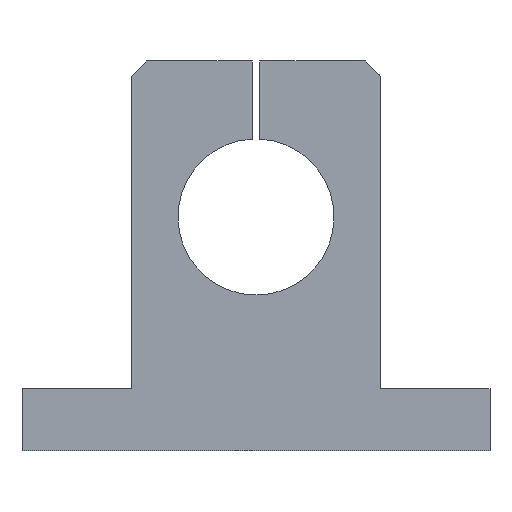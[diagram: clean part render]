
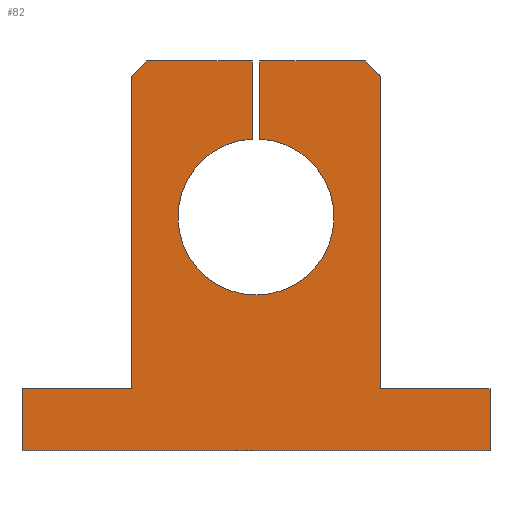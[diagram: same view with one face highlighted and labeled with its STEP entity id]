
A CAD part, front view. The second image highlights one B-rep face of the part: STEP entity #82.
In plain terms, the highlighted planar face has unit normal (0, -1, 0).
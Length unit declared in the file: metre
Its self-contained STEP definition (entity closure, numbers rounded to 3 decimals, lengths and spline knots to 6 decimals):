
#82 = ADVANCED_FACE( '', ( #180 ), #181, .F. );
#180 = FACE_OUTER_BOUND( '', #288, .T. );
#181 = PLANE( '', #289 );
#288 = EDGE_LOOP( '', ( #463, #464, #465, #466, #467, #468, #469, #470, #471, #472, #473, #474, #475, #476 ) );
#289 = AXIS2_PLACEMENT_3D( '', #477, #478, #479 );
#463 = ORIENTED_EDGE( '', *, *, #657, .F. );
#464 = ORIENTED_EDGE( '', *, *, #669, .T. );
#465 = ORIENTED_EDGE( '', *, *, #670, .F. );
#466 = ORIENTED_EDGE( '', *, *, #648, .T. );
#467 = ORIENTED_EDGE( '', *, *, #671, .T. );
#468 = ORIENTED_EDGE( '', *, *, #672, .T. );
#469 = ORIENTED_EDGE( '', *, *, #673, .F. );
#470 = ORIENTED_EDGE( '', *, *, #674, .T. );
#471 = ORIENTED_EDGE( '', *, *, #675, .F. );
#472 = ORIENTED_EDGE( '', *, *, #605, .F. );
#473 = ORIENTED_EDGE( '', *, *, #621, .F. );
#474 = ORIENTED_EDGE( '', *, *, #642, .F. );
#475 = ORIENTED_EDGE( '', *, *, #676, .F. );
#476 = ORIENTED_EDGE( '', *, *, #677, .F. );
#477 = CARTESIAN_POINT( '', ( -0.03, -0.01, 0. ) );
#478 = DIRECTION( '', ( 0., 1., 0. ) );
#479 = DIRECTION( '', ( 0., 0., 1. ) );
#605 = EDGE_CURVE( '', #707, #709, #710, .T. );
#621 = EDGE_CURVE( '', #735, #707, #737, .T. );
#642 = EDGE_CURVE( '', #772, #735, #774, .T. );
#648 = EDGE_CURVE( '', #783, #781, #784, .T. );
#657 = EDGE_CURVE( '', #794, #796, #797, .T. );
#669 = EDGE_CURVE( '', #794, #813, #814, .F. );
#670 = EDGE_CURVE( '', #783, #813, #815, .T. );
#671 = EDGE_CURVE( '', #781, #816, #817, .T. );
#672 = EDGE_CURVE( '', #816, #818, #819, .T. );
#673 = EDGE_CURVE( '', #820, #818, #821, .T. );
#674 = EDGE_CURVE( '', #820, #822, #823, .F. );
#675 = EDGE_CURVE( '', #709, #822, #824, .T. );
#676 = EDGE_CURVE( '', #825, #772, #826, .T. );
#677 = EDGE_CURVE( '', #796, #825, #827, .T. );
#707 = VERTEX_POINT( '', #859 );
#709 = VERTEX_POINT( '', #862 );
#710 = LINE( '', #863, #864 );
#735 = VERTEX_POINT( '', #897 );
#737 = LINE( '', #900, #901 );
#772 = VERTEX_POINT( '', #947 );
#774 = LINE( '', #950, #951 );
#781 = VERTEX_POINT( '', #958 );
#783 = VERTEX_POINT( '', #961 );
#784 = LINE( '', #962, #963 );
#794 = VERTEX_POINT( '', #978 );
#796 = VERTEX_POINT( '', #981 );
#797 = LINE( '', #982, #983 );
#813 = VERTEX_POINT( '', #1005 );
#814 = LINE( '', #1006, #1007 );
#815 = LINE( '', #1008, #1009 );
#816 = VERTEX_POINT( '', #1010 );
#817 = CIRCLE( '', #1011, 0.01 );
#818 = VERTEX_POINT( '', #1012 );
#819 = LINE( '', #1013, #1014 );
#820 = VERTEX_POINT( '', #1015 );
#821 = LINE( '', #1016, #1017 );
#822 = VERTEX_POINT( '', #1018 );
#823 = LINE( '', #1019, #1020 );
#824 = LINE( '', #1021, #1022 );
#825 = VERTEX_POINT( '', #1023 );
#826 = LINE( '', #1024, #1025 );
#827 = LINE( '', #1026, #1027 );
#859 = CARTESIAN_POINT( '', ( -0.03, -0.01, 0.008 ) );
#862 = CARTESIAN_POINT( '', ( -0.016, -0.01, 0.008 ) );
#863 = CARTESIAN_POINT( '', ( -0.03, -0.01, 0.008 ) );
#864 = VECTOR( '', #1066, 1. );
#897 = CARTESIAN_POINT( '', ( -0.03, -0.01, 0. ) );
#900 = CARTESIAN_POINT( '', ( -0.03, -0.01, 0. ) );
#901 = VECTOR( '', #1085, 1. );
#947 = CARTESIAN_POINT( '', ( 0.03, -0.01, 0. ) );
#950 = CARTESIAN_POINT( '', ( 0.03, -0.01, 0. ) );
#951 = VECTOR( '', #1113, 1. );
#958 = CARTESIAN_POINT( '', ( 0.0005, -0.01, 0.039987 ) );
#961 = CARTESIAN_POINT( '', ( 0.0005, -0.01, 0.05 ) );
#962 = CARTESIAN_POINT( '', ( 0.0005, -0.01, 0.05 ) );
#963 = VECTOR( '', #1121, 1. );
#978 = CARTESIAN_POINT( '', ( 0.016, -0.01, 0.048 ) );
#981 = CARTESIAN_POINT( '', ( 0.016, -0.01, 0.008 ) );
#982 = CARTESIAN_POINT( '', ( 0.016, -0.01, 0.05 ) );
#983 = VECTOR( '', #1128, 1. );
#1005 = CARTESIAN_POINT( '', ( 0.014, -0.01, 0.05 ) );
#1006 = CARTESIAN_POINT( '', ( 0.014, -0.01, 0.05 ) );
#1007 = VECTOR( '', #1138, 1. );
#1008 = CARTESIAN_POINT( '', ( -0.016, -0.01, 0.05 ) );
#1009 = VECTOR( '', #1139, 1. );
#1010 = CARTESIAN_POINT( '', ( -0.0005, -0.01, 0.039987 ) );
#1011 = AXIS2_PLACEMENT_3D( '', #1140, #1141, #1142 );
#1012 = CARTESIAN_POINT( '', ( -0.0005, -0.01, 0.05 ) );
#1013 = CARTESIAN_POINT( '', ( -0.0005, -0.01, 0.03 ) );
#1014 = VECTOR( '', #1143, 1. );
#1015 = CARTESIAN_POINT( '', ( -0.014, -0.01, 0.05 ) );
#1016 = CARTESIAN_POINT( '', ( -0.016, -0.01, 0.05 ) );
#1017 = VECTOR( '', #1144, 1. );
#1018 = CARTESIAN_POINT( '', ( -0.016, -0.01, 0.048 ) );
#1019 = CARTESIAN_POINT( '', ( -0.016, -0.01, 0.048 ) );
#1020 = VECTOR( '', #1145, 1. );
#1021 = CARTESIAN_POINT( '', ( -0.016, -0.01, 0.008 ) );
#1022 = VECTOR( '', #1146, 1. );
#1023 = CARTESIAN_POINT( '', ( 0.03, -0.01, 0.008 ) );
#1024 = CARTESIAN_POINT( '', ( 0.03, -0.01, 0.008 ) );
#1025 = VECTOR( '', #1147, 1. );
#1026 = CARTESIAN_POINT( '', ( 0.016, -0.01, 0.008 ) );
#1027 = VECTOR( '', #1148, 1. );
#1066 = DIRECTION( '', ( 1., 0., 0. ) );
#1085 = DIRECTION( '', ( 0., 0., 1. ) );
#1113 = DIRECTION( '', ( -1., 0., 0. ) );
#1121 = DIRECTION( '', ( 0., 0., -1. ) );
#1128 = DIRECTION( '', ( 0., 0., -1. ) );
#1138 = DIRECTION( '', ( 0.707, 0., -0.707 ) );
#1139 = DIRECTION( '', ( 1., 0., 0. ) );
#1140 = CARTESIAN_POINT( '', ( 0., -0.01, 0.03 ) );
#1141 = DIRECTION( '', ( 0., 1., 0. ) );
#1142 = DIRECTION( '', ( 1., 0., 0. ) );
#1143 = DIRECTION( '', ( 0., 0., 1. ) );
#1144 = DIRECTION( '', ( 1., 0., 0. ) );
#1145 = DIRECTION( '', ( 0.707, 0., 0.707 ) );
#1146 = DIRECTION( '', ( 0., 0., 1. ) );
#1147 = DIRECTION( '', ( 0., 0., -1. ) );
#1148 = DIRECTION( '', ( 1., 0., 0. ) );
